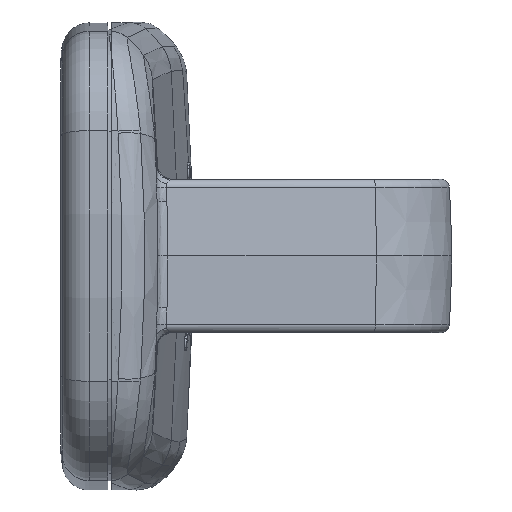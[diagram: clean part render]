
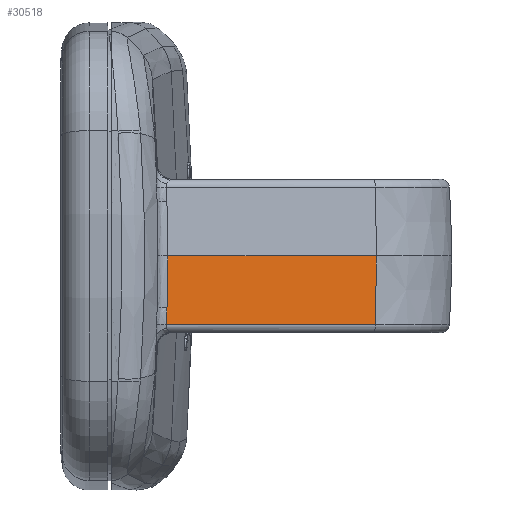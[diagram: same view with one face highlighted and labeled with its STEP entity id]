
A CAD part, left-side view. The second image highlights one B-rep face of the part: STEP entity #30518.
In plain terms, the highlighted planar face has unit normal (-0.939, -0.342, -0.035).
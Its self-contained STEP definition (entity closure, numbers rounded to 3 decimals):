
#152 = CARTESIAN_POINT ( 'NONE',  ( -77.831, 4.178, -6.767 ) ) ;
#264 = B_SPLINE_CURVE_WITH_KNOTS ( 'NONE', 3,
 ( #6192, #6104, #6217, #6316 ),
 .UNSPECIFIED., .F., .F.,
 ( 4, 4 ),
 ( 0., 0.002 ),
 .UNSPECIFIED. ) ;
#309 = B_SPLINE_CURVE_WITH_KNOTS ( 'NONE', 3,
 ( #20193, #20355, #20128, #20008 ),
 .UNSPECIFIED., .F., .F.,
 ( 4, 4 ),
 ( 0., 0. ),
 .UNSPECIFIED. ) ;
#332 = B_SPLINE_CURVE_WITH_KNOTS ( 'NONE', 3,
 ( #20404, #20397, #19984, #20307 ),
 .UNSPECIFIED., .F., .F.,
 ( 4, 4 ),
 ( 0., 0.007 ),
 .UNSPECIFIED. ) ;
#1307 = FACE_OUTER_BOUND ( 'NONE', #17640, .T. ) ;
#2809 = CARTESIAN_POINT ( 'NONE',  ( -78.045, 4.075, 0. ) ) ;
#3149 = DIRECTION ( 'NONE',  ( -0.342, 0.94, 0. ) ) ;
#3198 = CARTESIAN_POINT ( 'NONE',  ( -68.153, -23.103, 0. ) ) ;
#4926 = CARTESIAN_POINT ( 'NONE',  ( -68.153, -23.103, 0. ) ) ;
#4930 = PLANE ( 'NONE',  #10695 ) ;
#5141 = VERTEX_POINT ( 'NONE', #152 ) ;
#5278 = DIRECTION ( 'NONE',  ( 0.939, 0.342, 0.035 ) ) ;
#5280 = DIRECTION ( 'NONE',  ( -0.342, 0.94, 0. ) ) ;
#5921 = EDGE_CURVE ( 'NONE', #16852, #31410, #26841, .T. ) ;
#6019 = EDGE_CURVE ( 'NONE', #16174, #16846, #26960, .T. ) ;
#6104 = CARTESIAN_POINT ( 'NONE',  ( -77.814, 4.204, -7.491 ) ) ;
#6192 = CARTESIAN_POINT ( 'NONE',  ( -77.831, 4.178, -6.767 ) ) ;
#6217 = CARTESIAN_POINT ( 'NONE',  ( -77.799, 4.236, -8.215 ) ) ;
#6316 = CARTESIAN_POINT ( 'NONE',  ( -77.786, 4.274, -8.938 ) ) ;
#8379 = CARTESIAN_POINT ( 'NONE',  ( -68.153, -23.103, 0. ) ) ;
#8380 = DIRECTION ( 'NONE',  ( 0.033, 0.012, -0.999 ) ) ;
#9955 = CARTESIAN_POINT ( 'NONE',  ( -77.786, 4.274, -8.938 ) ) ;
#10695 = AXIS2_PLACEMENT_3D ( 'NONE', #4926, #5278, #5280 ) ;
#11478 = ORIENTED_EDGE ( 'NONE', *, *, #5921, .T. ) ;
#12172 = ORIENTED_EDGE ( 'NONE', *, *, #24409, .F. ) ;
#16174 = VERTEX_POINT ( 'NONE', #9955 ) ;
#16846 = VERTEX_POINT ( 'NONE', #18719 ) ;
#16852 = VERTEX_POINT ( 'NONE', #18620 ) ;
#17016 = VERTEX_POINT ( 'NONE', #18249 ) ;
#17640 = EDGE_LOOP ( 'NONE', ( #11478, #17688, #17697, #26263, #17894, #12172 ) ) ;
#17688 = ORIENTED_EDGE ( 'NONE', *, *, #24035, .T. ) ;
#17697 = ORIENTED_EDGE ( 'NONE', *, *, #24066, .T. ) ;
#17894 = ORIENTED_EDGE ( 'NONE', *, *, #6019, .T. ) ;
#18249 = CARTESIAN_POINT ( 'NONE',  ( -78.045, 4.075, 0. ) ) ;
#18620 = CARTESIAN_POINT ( 'NONE',  ( -68.153, -23.103, 0. ) ) ;
#18719 = CARTESIAN_POINT ( 'NONE',  ( -67.86, -22.996, -8.938 ) ) ;
#19984 = CARTESIAN_POINT ( 'NONE',  ( -77.885, 4.094, -4.512 ) ) ;
#20008 = CARTESIAN_POINT ( 'NONE',  ( -78.045, 4.075, 0. ) ) ;
#20128 = CARTESIAN_POINT ( 'NONE',  ( -78.045, 4.075, 0. ) ) ;
#20193 = CARTESIAN_POINT ( 'NONE',  ( -78.045, 4.075, 0. ) ) ;
#20307 = CARTESIAN_POINT ( 'NONE',  ( -77.831, 4.178, -6.767 ) ) ;
#20355 = CARTESIAN_POINT ( 'NONE',  ( -78.045, 4.075, 0. ) ) ;
#20397 = CARTESIAN_POINT ( 'NONE',  ( -77.956, 4.06, -2.256 ) ) ;
#20404 = CARTESIAN_POINT ( 'NONE',  ( -78.045, 4.075, 0. ) ) ;
#22394 = DIRECTION ( 'NONE',  ( 0.342, -0.94, 0. ) ) ;
#22409 = CARTESIAN_POINT ( 'NONE',  ( -67.86, -22.996, -8.938 ) ) ;
#23485 = LINE ( 'NONE', #8379, #23488 ) ;
#23488 = VECTOR ( 'NONE', #8380, 1000. ) ;
#23960 = EDGE_CURVE ( 'NONE', #5141, #16174, #264, .T. ) ;
#24035 = EDGE_CURVE ( 'NONE', #31410, #17016, #309, .T. ) ;
#24066 = EDGE_CURVE ( 'NONE', #17016, #5141, #332, .T. ) ;
#24409 = EDGE_CURVE ( 'NONE', #16852, #16846, #23485, .T. ) ;
#26263 = ORIENTED_EDGE ( 'NONE', *, *, #23960, .T. ) ;
#26841 = LINE ( 'NONE', #3198, #26845 ) ;
#26845 = VECTOR ( 'NONE', #3149, 1000. ) ;
#26960 = LINE ( 'NONE', #22409, #26967 ) ;
#26967 = VECTOR ( 'NONE', #22394, 1000. ) ;
#30518 = ADVANCED_FACE ( 'NONE', ( #1307 ), #4930, .F. ) ;
#31410 = VERTEX_POINT ( 'NONE', #2809 ) ;
